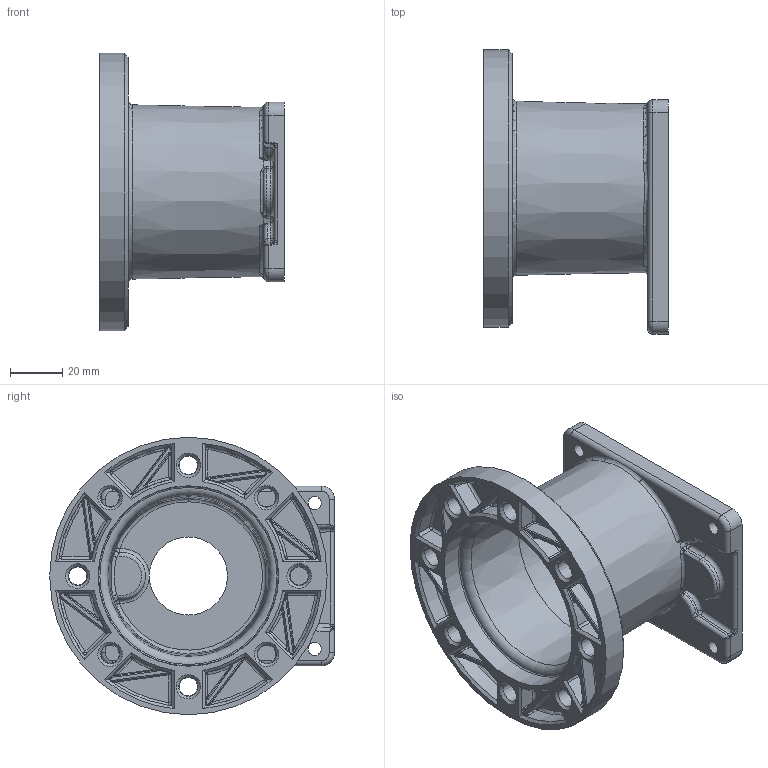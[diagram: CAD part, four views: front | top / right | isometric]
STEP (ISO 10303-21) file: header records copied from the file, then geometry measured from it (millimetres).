
FILE_DESCRIPTION(/* description */ ('Unknown'),/* implementation_level */ '2;1');
FILE_NAME(/* name */ 'OM.00950-001',/* time_stamp */ '2023-07-27T14:03:46+02:00',/* author */ ('Unknown'),/* organization */ ('Unknown'),/* preprocessor_version */ 'ST-DEVELOPER v18.102',/* originating_system */ 'Solid Edge',/* authorisation */ 'Unknown');
FILE_SCHEMA (('AUTOMOTIVE_DESIGN {1 0 10303 214 3 1 1}'));
Length unit declared in the file: millimetre
Products named in the file (2): OM; L1053
Assembly tree (1 placements, depth 2):
  OM
    L1053
Bounding box: 71 x 109.25 x 106.5 mm (x, y, z)
Volume: 98374.6 mm3; surface area: 57671.1 mm2
Topology: 1 solids, 1 shells, 564 faces, 1417 edges, 820 vertices
Faces by surface type: cylinder 195, torus 130, plane 91, bspline 81, cone 38, sphere 29
Full cylindrical faces by diameter (mm): 5 x4, 30 x1, 106.5 x1
Entity records: 27575 total; most frequent: CARTESIAN_POINT 16532, ORIENTED_EDGE 2680, DIRECTION 1509, EDGE_CURVE 1340, B_SPLINE_CURVE_WITH_KNOTS 903, VERTEX_POINT 817, EDGE_LOOP 629, FACE_BOUND 629
